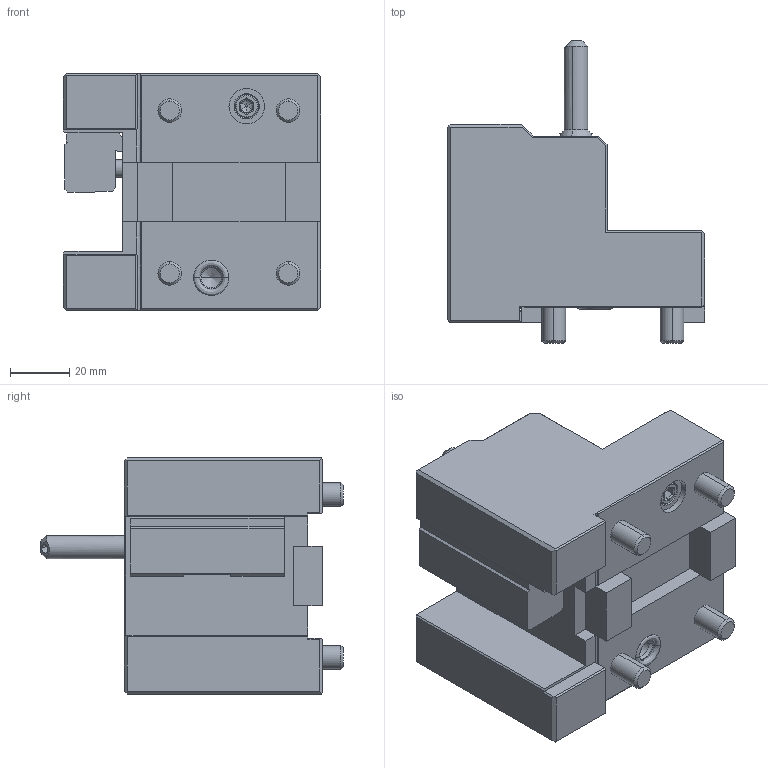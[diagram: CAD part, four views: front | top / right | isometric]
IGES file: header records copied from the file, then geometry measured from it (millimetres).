
Start section:  PTC IGES file: ngt_od_44_20_62_nt.igs
Global section: file name: ngt_od_44_20_62_nt.igs; native system: Pro/ENGINEER by Parametric Technology Corporation; preprocessor: 2010280; author: vali; organization: Unknown; date: 20211018.123229; units: millimetre
Bounding box: 87 x 102.34 x 80 mm (x, y, z)
Volume: 301184.2 mm3; surface area: 39883.5 mm2
Topology: 1 solids, 1 shells, 210 faces, 532 edges, 328 vertices
Faces by surface type: bspline 140, revolution 70
